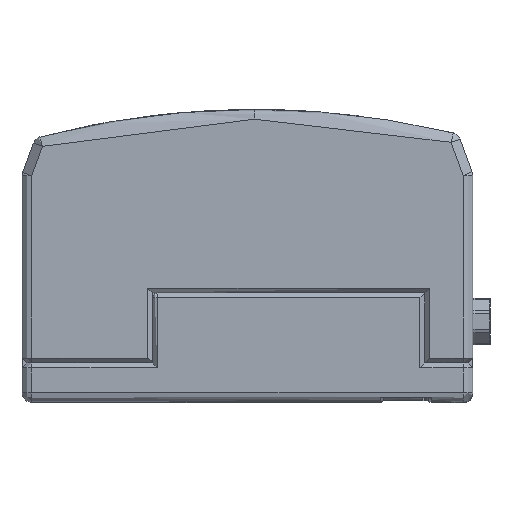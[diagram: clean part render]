
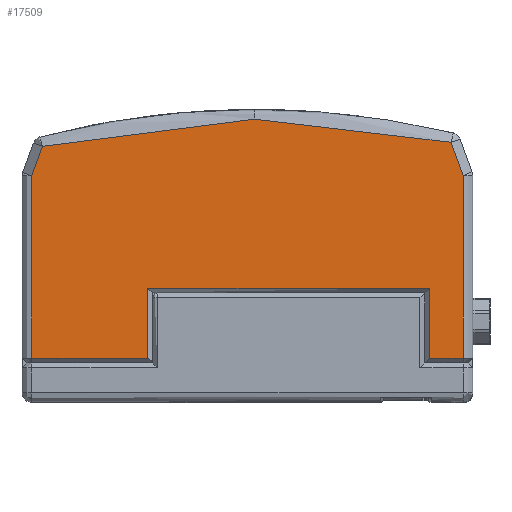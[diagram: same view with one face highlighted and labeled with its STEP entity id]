
A CAD part, front view. The second image highlights one B-rep face of the part: STEP entity #17509.
In plain terms, the highlighted planar face has unit normal (0, -1, 0).
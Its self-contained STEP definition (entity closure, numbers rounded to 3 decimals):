
#1062 =( BOUNDED_CURVE ( )  B_SPLINE_CURVE ( 3, ( #115053, #92378, #4579, #27224 ),
 .UNSPECIFIED., .F., .F. ) 
 B_SPLINE_CURVE_WITH_KNOTS ( ( 4, 4 ),
 ( 0.52, 1. ),
 .UNSPECIFIED. ) 
 CURVE ( )  GEOMETRIC_REPRESENTATION_ITEM ( )  RATIONAL_B_SPLINE_CURVE ( ( 1., 0.995, 0.995, 1. ) ) 
 REPRESENTATION_ITEM ( '' )  );
#1147 = CARTESIAN_POINT ( 'NONE',  ( 191., 0., 93.99 ) ) ;
#4579 = CARTESIAN_POINT ( 'NONE',  ( 299.217, 0., 226.139 ) ) ;
#5672 = DIRECTION ( 'NONE',  ( 1., 0., 0. ) ) ;
#6463 = FACE_OUTER_BOUND ( 'NONE', #70381, .T. ) ;
#9051 = CARTESIAN_POINT ( 'NONE',  ( 334.488, 0., 93.99 ) ) ;
#10099 = ORIENTED_EDGE ( 'NONE', *, *, #74840, .T. ) ;
#11108 = LINE ( 'NONE', #55747, #138610 ) ;
#12788 = LINE ( 'NONE', #144542, #83288 ) ;
#13377 = VERTEX_POINT ( 'NONE', #40153 ) ;
#13560 = VERTEX_POINT ( 'NONE', #35418 ) ;
#13828 = CARTESIAN_POINT ( 'NONE',  ( 362., 0., 158.098 ) ) ;
#14463 = ORIENTED_EDGE ( 'NONE', *, *, #81198, .F. ) ;
#14490 = EDGE_CURVE ( 'Defeature completata1_229+Defeature completata1_171+Defeature completata1_175+Defeature completata1_172', #104495, #125704, #45016, .T. ) ;
#15271 = ORIENTED_EDGE ( 'NONE', *, *, #50055, .T. ) ;
#16287 = CARTESIAN_POINT ( 'NONE',  ( 362., 0., 36.5 ) ) ;
#17509 = ADVANCED_FACE ( 'Defeature completata1_229', ( #6463 ), #39380, .T. ) ;
#17744 = VECTOR ( 'NONE', #86750, 1000. ) ;
#21281 = DIRECTION ( 'NONE',  ( 1., 0., 0. ) ) ;
#21788 = CARTESIAN_POINT ( 'NONE',  ( 103.134, 0., 36.5 ) ) ;
#24140 = CARTESIAN_POINT ( 'NONE',  ( 191., 0., 36.5 ) ) ;
#26724 = VERTEX_POINT ( 'NONE', #39691 ) ;
#27224 = CARTESIAN_POINT ( 'NONE',  ( 352.021, 0., 213.505 ) ) ;
#27552 = VERTEX_POINT ( 'NONE', #93281 ) ;
#33047 = DIRECTION ( 'NONE',  ( 0.342, 0., 0.94 ) ) ;
#33360 = VECTOR ( 'NONE', #44787, 1000. ) ;
#34491 = VERTEX_POINT ( 'NONE', #121641 ) ;
#35124 = CARTESIAN_POINT ( 'NONE',  ( 132.136, 0., 232.5 ) ) ;
#35418 = CARTESIAN_POINT ( 'NONE',  ( 8., 0., 36.5 ) ) ;
#37112 = EDGE_CURVE ( 'Defeature completata1_229+Defeature completata1_172+Defeature completata1_171+Defeature completata1_173', #125704, #106529, #75805, .T. ) ;
#39380 = PLANE ( 'NONE',  #123274 ) ;
#39691 = CARTESIAN_POINT ( 'NONE',  ( 16.779, 0., 210.21 ) ) ;
#40153 = CARTESIAN_POINT ( 'NONE',  ( 8., 0., 186.089 ) ) ;
#44787 = DIRECTION ( 'NONE',  ( 0., 0., 1. ) ) ;
#45016 = LINE ( 'NONE', #89638, #17744 ) ;
#45509 = LINE ( 'NONE', #135484, #33360 ) ;
#45834 = ORIENTED_EDGE ( 'NONE', *, *, #90701, .T. ) ;
#49112 = EDGE_CURVE ( 'Defeature completata1_294+Defeature completata1_229+Defeature completata1_222+Defeature completata1_211', #83508, #34491, #12788, .T. ) ;
#49175 = ORIENTED_EDGE ( 'NONE', *, *, #102757, .F. ) ;
#49628 = DIRECTION ( 'NONE',  ( 0., 0., -1. ) ) ;
#50055 = EDGE_CURVE ( 'Defeature completata1_229+Defeature completata1_174+Defeature completata1_173+Defeature completata1_265', #27552, #80131, #79735, .T. ) ;
#50536 = ORIENTED_EDGE ( 'NONE', *, *, #14490, .T. ) ;
#53358 = ORIENTED_EDGE ( 'NONE', *, *, #37112, .T. ) ;
#55316 = DIRECTION ( 'NONE',  ( 1., 0., 0. ) ) ;
#55747 = CARTESIAN_POINT ( 'NONE',  ( 13.87, 0., 202.217 ) ) ;
#57665 = LINE ( 'NONE', #92020, #78764 ) ;
#58892 = VECTOR ( 'NONE', #5672, 1000. ) ;
#62498 = VECTOR ( 'NONE', #103089, 1000. ) ;
#63463 = ORIENTED_EDGE ( 'NONE', *, *, #80287, .F. ) ;
#67374 = CARTESIAN_POINT ( 'NONE',  ( 191., 0., 232.5 ) ) ;
#70381 = EDGE_LOOP ( 'NONE', ( #49175, #10099, #50536, #53358, #45834, #15271, #129068, #101621, #77978, #14463, #63463 ) ) ;
#71570 = CARTESIAN_POINT ( 'NONE',  ( 191., 0., 128.695 ) ) ;
#74012 = VECTOR ( 'NONE', #21281, 1000. ) ;
#74840 = EDGE_CURVE ( 'Defeature completata1_229+Defeature completata1_175+Defeature completata1_311+Defeature completata1_171', #13560, #104495, #114716, .T. ) ;
#75401 = CARTESIAN_POINT ( 'NONE',  ( 352.021, 0., 213.505 ) ) ;
#75805 = LINE ( 'NONE', #1147, #111783 ) ;
#77978 = ORIENTED_EDGE ( 'NONE', *, *, #95294, .F. ) ;
#78764 = VECTOR ( 'NONE', #78882, 1000. ) ;
#78882 = DIRECTION ( 'NONE',  ( 0., 0., -1. ) ) ;
#79735 = LINE ( 'NONE', #24140, #74012 ) ;
#80131 = VERTEX_POINT ( 'NONE', #16287 ) ;
#80287 = EDGE_CURVE ( 'Defeature completata1_308+Defeature completata1_229+Defeature completata1_254+Defeature completata1_223', #13377, #26724, #11108, .T. ) ;
#81198 = EDGE_CURVE ( 'Defeature completata1_297+Defeature completata1_229+Defeature completata1_223+Defeature completata1_222', #26724, #125041, #131817, .T. ) ;
#83288 = VECTOR ( 'NONE', #102797, 1000. ) ;
#83508 = VERTEX_POINT ( 'NONE', #75401 ) ;
#86750 = DIRECTION ( 'NONE',  ( 0., 0., 1. ) ) ;
#89638 = CARTESIAN_POINT ( 'NONE',  ( 103.134, 0., 128.695 ) ) ;
#90701 = EDGE_CURVE ( 'Defeature completata1_229+Defeature completata1_173+Defeature completata1_172+Defeature completata1_174', #106529, #27552, #57665, .T. ) ;
#92020 = CARTESIAN_POINT ( 'NONE',  ( 334.488, 0., 128.695 ) ) ;
#92378 = CARTESIAN_POINT ( 'NONE',  ( 245.295, 0., 232.5 ) ) ;
#93281 = CARTESIAN_POINT ( 'NONE',  ( 334.488, 0., 36.5 ) ) ;
#95294 = EDGE_CURVE ( 'Defeature completata1_297+Defeature completata1_229+Defeature completata1_223+Defeature completata1_222', #125041, #83508, #1062, .T. ) ;
#101621 = ORIENTED_EDGE ( 'NONE', *, *, #49112, .F. ) ;
#102757 = EDGE_CURVE ( 'Defeature completata1_311+Defeature completata1_229+Defeature completata1_228+Defeature completata1_254', #13560, #13377, #45509, .T. ) ;
#102797 = DIRECTION ( 'NONE',  ( 0.342, 0., -0.94 ) ) ;
#103089 = DIRECTION ( 'NONE',  ( 0., 0., -1. ) ) ;
#104495 = VERTEX_POINT ( 'NONE', #21788 ) ;
#105930 = CARTESIAN_POINT ( 'NONE',  ( 191., 0., 36.5 ) ) ;
#106529 = VERTEX_POINT ( 'NONE', #9051 ) ;
#111783 = VECTOR ( 'NONE', #55316, 1000. ) ;
#114075 = LINE ( 'NONE', #13828, #62498 ) ;
#114716 = LINE ( 'NONE', #105930, #58892 ) ;
#115053 = CARTESIAN_POINT ( 'NONE',  ( 191., 0., 232.5 ) ) ;
#116210 = DIRECTION ( 'NONE',  ( 0., -1., 0. ) ) ;
#117185 = CARTESIAN_POINT ( 'NONE',  ( 103.134, 0., 93.99 ) ) ;
#121641 = CARTESIAN_POINT ( 'NONE',  ( 362., 0., 186.089 ) ) ;
#123274 = AXIS2_PLACEMENT_3D ( 'NONE', #71570, #116210, #49628 ) ;
#124392 = CARTESIAN_POINT ( 'NONE',  ( 16.779, 0., 210.21 ) ) ;
#125041 = VERTEX_POINT ( 'NONE', #129566 ) ;
#125704 = VERTEX_POINT ( 'NONE', #117185 ) ;
#125816 = CARTESIAN_POINT ( 'NONE',  ( 73.747, 0., 225.03 ) ) ;
#129068 = ORIENTED_EDGE ( 'NONE', *, *, #141575, .F. ) ;
#129566 = CARTESIAN_POINT ( 'NONE',  ( 191., 0., 232.5 ) ) ;
#131817 =( BOUNDED_CURVE ( )  B_SPLINE_CURVE ( 3, ( #124392, #125816, #35124, #67374 ),
 .UNSPECIFIED., .F., .F. ) 
 B_SPLINE_CURVE_WITH_KNOTS ( ( 4, 4 ),
 ( 0., 0.52 ),
 .UNSPECIFIED. ) 
 CURVE ( )  GEOMETRIC_REPRESENTATION_ITEM ( )  RATIONAL_B_SPLINE_CURVE ( ( 1., 0.995, 0.995, 1. ) ) 
 REPRESENTATION_ITEM ( '' )  );
#135484 = CARTESIAN_POINT ( 'NONE',  ( 8., 0., 157.392 ) ) ;
#138610 = VECTOR ( 'NONE', #33047, 1000. ) ;
#141575 = EDGE_CURVE ( 'Defeature completata1_265+Defeature completata1_229+Defeature completata1_211+Defeature completata1_186', #34491, #80131, #114075, .T. ) ;
#144542 = CARTESIAN_POINT ( 'NONE',  ( 355.499, 0., 203.95 ) ) ;
